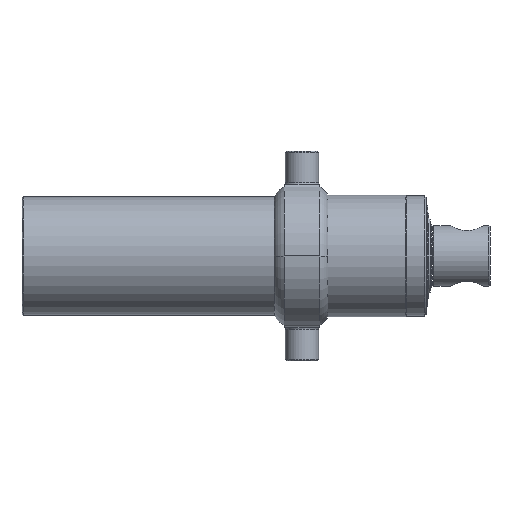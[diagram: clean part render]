
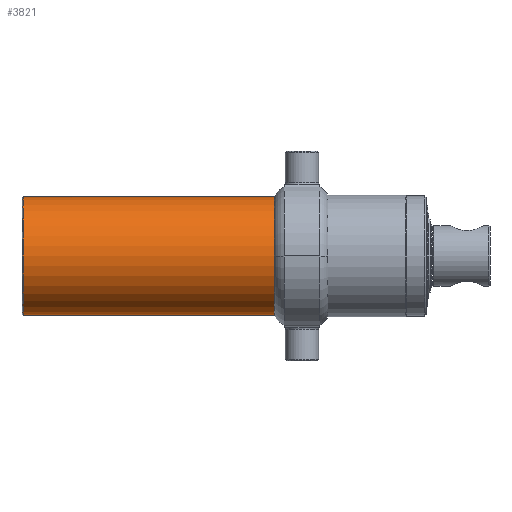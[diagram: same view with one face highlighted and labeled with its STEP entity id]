
A CAD part, left-side view. The second image highlights one B-rep face of the part: STEP entity #3821.
In plain terms, the highlighted cylindrical face has radius 116 mm (diameter 232 mm), a partial arc.
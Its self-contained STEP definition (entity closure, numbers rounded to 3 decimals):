
#288 = CARTESIAN_POINT ( 'NONE',  ( -2.069, 85.732, 115.982 ) ) ;
#301 = CARTESIAN_POINT ( 'NONE',  ( -7.578, 80.576, 115.752 ) ) ;
#312 = CARTESIAN_POINT ( 'NONE',  ( -6.362, 73.122, 115.826 ) ) ;
#513 = ORIENTED_EDGE ( 'NONE', *, *, #1950, .F. ) ;
#655 = CARTESIAN_POINT ( 'NONE',  ( -2.822, 85.49, 115.966 ) ) ;
#669 = CARTESIAN_POINT ( 'NONE',  ( -7.795, 79.819, 115.738 ) ) ;
#687 = DIRECTION ( 'NONE',  ( 0., -1., 0. ) ) ;
#690 = CARTESIAN_POINT ( 'NONE',  ( -5.285, 71.971, 115.88 ) ) ;
#756 = LINE ( 'NONE', #1362, #2677 ) ;
#812 = VERTEX_POINT ( 'NONE', #2627 ) ;
#834 = DIRECTION ( 'NONE',  ( 0., -1., 0. ) ) ;
#931 = AXIS2_PLACEMENT_3D ( 'NONE', #3510, #1357, #3875 ) ;
#937 = VECTOR ( 'NONE', #2370, 1000. ) ;
#1004 = CARTESIAN_POINT ( 'NONE',  ( 0., 86., 116. ) ) ;
#1010 = ORIENTED_EDGE ( 'NONE', *, *, #3511, .T. ) ;
#1027 = CARTESIAN_POINT ( 'NONE',  ( -4.008, 84.943, 115.932 ) ) ;
#1044 = CARTESIAN_POINT ( 'NONE',  ( -8., 78.525, 115.724 ) ) ;
#1057 = CARTESIAN_POINT ( 'NONE',  ( -4.23, 71.205, 115.923 ) ) ;
#1058 = FACE_OUTER_BOUND ( 'NONE', #3843, .T. ) ;
#1357 = DIRECTION ( 'NONE',  ( 0., -1., 0. ) ) ;
#1359 = CARTESIAN_POINT ( 'NONE',  ( -0.529, 86., 116. ) ) ;
#1362 = CARTESIAN_POINT ( 'NONE',  ( 0., 498.63, 116. ) ) ;
#1374 = CARTESIAN_POINT ( 'NONE',  ( -5.289, 84.025, 115.88 ) ) ;
#1386 = CARTESIAN_POINT ( 'NONE',  ( -7.948, 76.951, 115.727 ) ) ;
#1407 = CARTESIAN_POINT ( 'NONE',  ( -3.544, 70.823, 115.946 ) ) ;
#1449 = AXIS2_PLACEMENT_3D ( 'NONE', #2985, #834, #3341 ) ;
#1474 = VERTEX_POINT ( 'NONE', #2538 ) ;
#1612 = CARTESIAN_POINT ( 'NONE',  ( 0., 86., 116. ) ) ;
#1630 = ORIENTED_EDGE ( 'NONE', *, *, #2510, .F. ) ;
#1716 = CIRCLE ( 'NONE', #1449, 116. ) ;
#1726 = CARTESIAN_POINT ( 'NONE',  ( -6.358, 82.884, 115.826 ) ) ;
#1736 = VERTEX_POINT ( 'NONE', #1612 ) ;
#1742 = DIRECTION ( 'NONE',  ( 0., 0., 1. ) ) ;
#1745 = CARTESIAN_POINT ( 'NONE',  ( -7.593, 75.426, 115.751 ) ) ;
#1763 = CARTESIAN_POINT ( 'NONE',  ( -2.577, 70.408, 115.972 ) ) ;
#1767 = CYLINDRICAL_SURFACE ( 'NONE', #2818, 116. ) ;
#1904 = VERTEX_POINT ( 'NONE', #3864 ) ;
#1910 = ORIENTED_EDGE ( 'NONE', *, *, #2969, .F. ) ;
#1950 = EDGE_CURVE ( 'NONE', #1736, #4104, #2225, .T. ) ;
#2102 = CARTESIAN_POINT ( 'NONE',  ( -6.933, 82.001, 115.793 ) ) ;
#2112 = CARTESIAN_POINT ( 'NONE',  ( -7.179, 74.459, 115.778 ) ) ;
#2124 = CARTESIAN_POINT ( 'NONE',  ( -1.053, 70.052, 115.996 ) ) ;
#2184 = VERTEX_POINT ( 'NONE', #3292 ) ;
#2225 = B_SPLINE_CURVE_WITH_KNOTS ( 'NONE', 3,
 ( #1004, #1359, #4594, #2445, #288, #2804, #655, #3168, #1027, #3519, #1374, #3900, #1726, #4249, #2102, #4611, #2456, #301, #2828, #669, #3179, #1044, #3541, #1386, #3916, #1745, #4263, #2112, #4625, #2472, #312, #2842, #690, #3191, #1057, #3557, #1407, #3928, #1763, #4280, #2124, #4637, #2485 ),
 .UNSPECIFIED., .F., .F.,
 ( 4, 2, 2, 2, 2, 2, 2, 2, 1, 2, 2, 2, 2, 2, 2, 2, 2, 2, 2, 2, 2, 4 ),
 ( 0., 0.002, 0.002, 0.003, 0.005, 0.006, 0.008, 0.009, 0.009, 0.01, 0.011, 0.013, 0.014, 0.016, 0.016, 0.017, 0.019, 0.02, 0.021, 0.022, 0.023, 0.025 ),
 .UNSPECIFIED. ) ;
#2370 = DIRECTION ( 'NONE',  ( 0., -1., 0. ) ) ;
#2445 = CARTESIAN_POINT ( 'NONE',  ( -1.816, 85.796, 115.986 ) ) ;
#2456 = CARTESIAN_POINT ( 'NONE',  ( -7.402, 81.067, 115.764 ) ) ;
#2472 = CARTESIAN_POINT ( 'NONE',  ( -6.796, 73.772, 115.801 ) ) ;
#2480 = DIRECTION ( 'NONE',  ( 0., -1., 0. ) ) ;
#2485 = CARTESIAN_POINT ( 'NONE',  ( 0., 70., 116. ) ) ;
#2510 = EDGE_CURVE ( 'NONE', #4104, #2184, #756, .T. ) ;
#2538 = CARTESIAN_POINT ( 'NONE',  ( 0., 43., -116. ) ) ;
#2627 = CARTESIAN_POINT ( 'NONE',  ( 0., 624., 116. ) ) ;
#2677 = VECTOR ( 'NONE', #3885, 1000. ) ;
#2797 = CIRCLE ( 'NONE', #931, 116. ) ;
#2804 = CARTESIAN_POINT ( 'NONE',  ( -2.572, 85.58, 115.972 ) ) ;
#2818 = AXIS2_PLACEMENT_3D ( 'NONE', #2839, #687, #1742 ) ;
#2828 = CARTESIAN_POINT ( 'NONE',  ( -7.731, 80.075, 115.742 ) ) ;
#2838 = LINE ( 'NONE', #4522, #937 ) ;
#2839 = CARTESIAN_POINT ( 'NONE',  ( 0., 498.63, 0. ) ) ;
#2842 = CARTESIAN_POINT ( 'NONE',  ( -6.031, 72.718, 115.844 ) ) ;
#2854 = EDGE_CURVE ( 'NONE', #812, #1736, #2838, .T. ) ;
#2969 = EDGE_CURVE ( 'NONE', #2184, #1474, #2797, .T. ) ;
#2985 = CARTESIAN_POINT ( 'NONE',  ( 0., 624., 0. ) ) ;
#3142 = EDGE_CURVE ( 'NONE', #1904, #1474, #4036, .T. ) ;
#3168 = CARTESIAN_POINT ( 'NONE',  ( -3.548, 85.189, 115.947 ) ) ;
#3179 = CARTESIAN_POINT ( 'NONE',  ( -7.949, 79.044, 115.727 ) ) ;
#3191 = CARTESIAN_POINT ( 'NONE',  ( -4.88, 71.64, 115.898 ) ) ;
#3292 = CARTESIAN_POINT ( 'NONE',  ( 0., 43., 116. ) ) ;
#3341 = DIRECTION ( 'NONE',  ( 0., 0., 1. ) ) ;
#3510 = CARTESIAN_POINT ( 'NONE',  ( 0., 43., 0. ) ) ;
#3511 = EDGE_CURVE ( 'NONE', #812, #1904, #1716, .T. ) ;
#3519 = CARTESIAN_POINT ( 'NONE',  ( -4.877, 84.363, 115.898 ) ) ;
#3541 = CARTESIAN_POINT ( 'NONE',  ( -8., 77.481, 115.724 ) ) ;
#3557 = CARTESIAN_POINT ( 'NONE',  ( -4.006, 71.071, 115.931 ) ) ;
#3714 = CARTESIAN_POINT ( 'NONE',  ( 0., 70., 116. ) ) ;
#3821 = ADVANCED_FACE ( 'NONE', ( #1058 ), #1767, .T. ) ;
#3843 = EDGE_LOOP ( 'NONE', ( #1010, #4211, #1910, #1630, #513, #4602 ) ) ;
#3864 = CARTESIAN_POINT ( 'NONE',  ( 0., 624., -116. ) ) ;
#3875 = DIRECTION ( 'NONE',  ( 0., 0., 1. ) ) ;
#3885 = DIRECTION ( 'NONE',  ( 0., -1., 0. ) ) ;
#3900 = CARTESIAN_POINT ( 'NONE',  ( -6.027, 83.287, 115.844 ) ) ;
#3916 = CARTESIAN_POINT ( 'NONE',  ( -7.744, 75.925, 115.741 ) ) ;
#3928 = CARTESIAN_POINT ( 'NONE',  ( -3.304, 70.709, 115.953 ) ) ;
#4036 = LINE ( 'NONE', #4304, #4252 ) ;
#4104 = VERTEX_POINT ( 'NONE', #3714 ) ;
#4211 = ORIENTED_EDGE ( 'NONE', *, *, #3142, .T. ) ;
#4249 = CARTESIAN_POINT ( 'NONE',  ( -6.796, 82.228, 115.801 ) ) ;
#4252 = VECTOR ( 'NONE', #2480, 1000. ) ;
#4263 = CARTESIAN_POINT ( 'NONE',  ( -7.292, 74.699, 115.771 ) ) ;
#4280 = CARTESIAN_POINT ( 'NONE',  ( -2.078, 70.257, 115.983 ) ) ;
#4304 = CARTESIAN_POINT ( 'NONE',  ( 0., 498.63, -116. ) ) ;
#4522 = CARTESIAN_POINT ( 'NONE',  ( 0., 498.63, 116. ) ) ;
#4594 = CARTESIAN_POINT ( 'NONE',  ( -1.049, 85.948, 115.996 ) ) ;
#4602 = ORIENTED_EDGE ( 'NONE', *, *, #2854, .F. ) ;
#4611 = CARTESIAN_POINT ( 'NONE',  ( -7.179, 81.539, 115.778 ) ) ;
#4625 = CARTESIAN_POINT ( 'NONE',  ( -6.931, 73.996, 115.793 ) ) ;
#4637 = CARTESIAN_POINT ( 'NONE',  ( -0.522, 70., 116. ) ) ;
